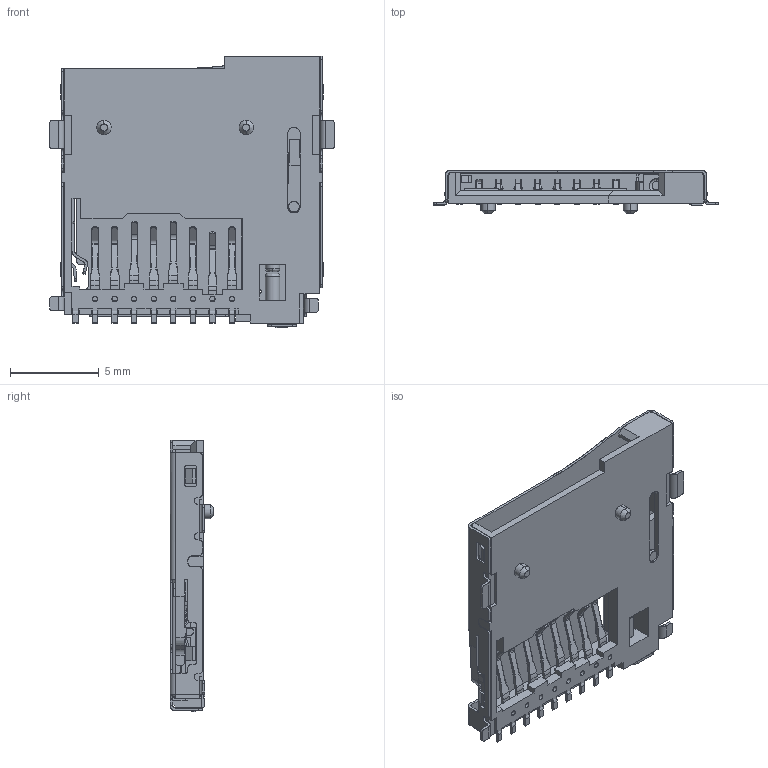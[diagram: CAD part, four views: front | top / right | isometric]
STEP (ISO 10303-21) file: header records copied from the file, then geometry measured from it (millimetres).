
FILE_DESCRIPTION (( 'STEP AP214' ), '1' );
FILE_NAME ('User Library-MEM2055-00-190-01-A_revG.STEP', '2015-04-15T04:39:10', ( 'Windows User' ), ( '' ), 'SwSTEP 2.0', 'SolidWorks 2015', '' );
FILE_SCHEMA (( 'AUTOMOTIVE_DESIGN' ));
Length unit declared in the file: millimetre
Products named in the file (1): User Library-MEM2055-00-190-01-A_revG
Bounding box: 16 x 2.45 x 15.25 mm (x, y, z)
Surface area: 1071.8 mm2 (no closed solid volume)
Topology: 0 solids, 916 shells, 918 faces, 5106 edges, 5104 vertices
Faces by surface type: plane 558, cylinder 292, bspline 63, cone 5
Entity records: 63637 total; most frequent: CARTESIAN_POINT 20230, DIRECTION 6793, ORIENTED_EDGE 5108, EDGE_CURVE 5106, VERTEX_POINT 5104, LINE 3701, VECTOR 3701, AXIS2_PLACEMENT_3D 1546
